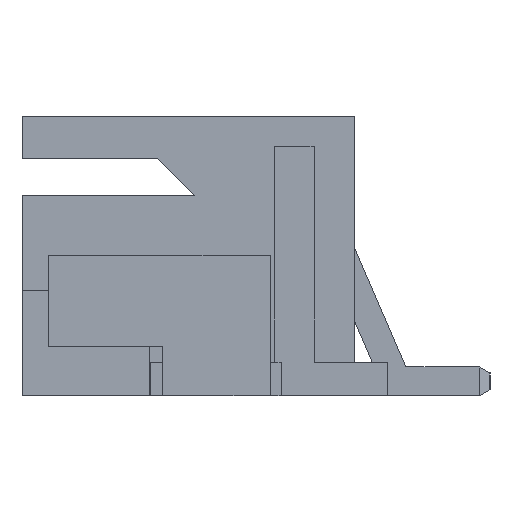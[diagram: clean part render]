
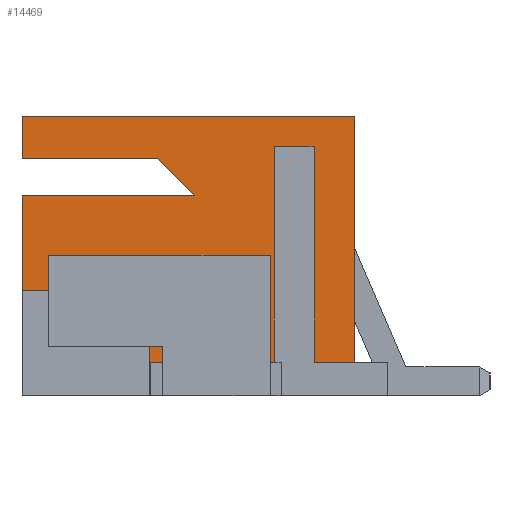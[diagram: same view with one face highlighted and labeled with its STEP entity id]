
A CAD part, left-side view. The second image highlights one B-rep face of the part: STEP entity #14469.
In plain terms, the highlighted planar face has unit normal (-1, 0, 0).
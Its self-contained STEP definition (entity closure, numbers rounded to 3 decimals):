
#1074=ORIENTED_EDGE('',*,*,#3383,.T.);
#1075=ORIENTED_EDGE('',*,*,#3924,.T.);
#1076=ORIENTED_EDGE('',*,*,#3925,.T.);
#1077=ORIENTED_EDGE('',*,*,#3926,.T.);
#1078=ORIENTED_EDGE('',*,*,#3918,.T.);
#1079=ORIENTED_EDGE('',*,*,#3463,.T.);
#1080=ORIENTED_EDGE('',*,*,#3489,.F.);
#1081=ORIENTED_EDGE('',*,*,#3485,.F.);
#1082=ORIENTED_EDGE('',*,*,#3927,.T.);
#1083=ORIENTED_EDGE('',*,*,#3928,.T.);
#1084=ORIENTED_EDGE('',*,*,#3929,.T.);
#1085=ORIENTED_EDGE('',*,*,#3930,.T.);
#1086=ORIENTED_EDGE('',*,*,#3931,.T.);
#1087=ORIENTED_EDGE('',*,*,#3481,.F.);
#1088=ORIENTED_EDGE('',*,*,#3932,.T.);
#1089=ORIENTED_EDGE('',*,*,#3933,.T.);
#1090=ORIENTED_EDGE('',*,*,#3934,.T.);
#1091=ORIENTED_EDGE('',*,*,#3504,.F.);
#1092=ORIENTED_EDGE('',*,*,#3935,.F.);
#1093=ORIENTED_EDGE('',*,*,#3375,.T.);
#3375=EDGE_CURVE('',#4875,#4874,#5839,.T.);
#3383=EDGE_CURVE('',#4874,#4881,#5847,.T.);
#3463=EDGE_CURVE('',#4959,#4958,#5927,.T.);
#3481=EDGE_CURVE('',#4973,#4969,#5945,.T.);
#3485=EDGE_CURVE('',#4974,#4976,#5949,.T.);
#3489=EDGE_CURVE('',#4976,#4958,#5953,.T.);
#3504=EDGE_CURVE('',#4991,#4992,#5968,.T.);
#3918=EDGE_CURVE('',#5288,#4959,#6382,.T.);
#3924=EDGE_CURVE('',#4881,#5292,#6388,.T.);
#3925=EDGE_CURVE('',#5292,#5293,#6389,.T.);
#3926=EDGE_CURVE('',#5293,#5288,#6390,.T.);
#3927=EDGE_CURVE('',#4974,#5294,#6391,.T.);
#3928=EDGE_CURVE('',#5294,#5295,#6392,.T.);
#3929=EDGE_CURVE('',#5295,#5296,#6393,.T.);
#3930=EDGE_CURVE('',#5296,#5297,#6394,.T.);
#3931=EDGE_CURVE('',#5297,#4969,#6395,.T.);
#3932=EDGE_CURVE('',#4973,#5298,#6396,.T.);
#3933=EDGE_CURVE('',#5298,#5299,#6397,.T.);
#3934=EDGE_CURVE('',#5299,#4992,#6398,.T.);
#3935=EDGE_CURVE('',#4875,#4991,#6399,.T.);
#4874=VERTEX_POINT('',#17966);
#4875=VERTEX_POINT('',#17968);
#4881=VERTEX_POINT('',#17982);
#4958=VERTEX_POINT('',#18143);
#4959=VERTEX_POINT('',#18145);
#4969=VERTEX_POINT('',#18172);
#4973=VERTEX_POINT('',#18180);
#4974=VERTEX_POINT('',#18187);
#4976=VERTEX_POINT('',#18190);
#4991=VERTEX_POINT('',#18226);
#4992=VERTEX_POINT('',#18228);
#5288=VERTEX_POINT('',#19030);
#5292=VERTEX_POINT('',#19041);
#5293=VERTEX_POINT('',#19043);
#5294=VERTEX_POINT('',#19046);
#5295=VERTEX_POINT('',#19048);
#5296=VERTEX_POINT('',#19050);
#5297=VERTEX_POINT('',#19052);
#5298=VERTEX_POINT('',#19055);
#5299=VERTEX_POINT('',#19057);
#5839=LINE('',#17967,#7065);
#5847=LINE('',#17983,#7073);
#5927=LINE('',#18144,#7153);
#5945=LINE('',#18181,#7171);
#5949=LINE('',#18189,#7175);
#5953=LINE('',#18196,#7179);
#5968=LINE('',#18227,#7194);
#6382=LINE('',#19029,#7608);
#6388=LINE('',#19040,#7614);
#6389=LINE('',#19042,#7615);
#6390=LINE('',#19044,#7616);
#6391=LINE('',#19045,#7617);
#6392=LINE('',#19047,#7618);
#6393=LINE('',#19049,#7619);
#6394=LINE('',#19051,#7620);
#6395=LINE('',#19053,#7621);
#6396=LINE('',#19054,#7622);
#6397=LINE('',#19056,#7623);
#6398=LINE('',#19058,#7624);
#6399=LINE('',#19059,#7625);
#7065=VECTOR('',#15587,1000.);
#7073=VECTOR('',#15597,1000.);
#7153=VECTOR('',#15685,1000.);
#7171=VECTOR('',#15711,1000.);
#7175=VECTOR('',#15719,1000.);
#7179=VECTOR('',#15725,1000.);
#7194=VECTOR('',#15744,1000.);
#7608=VECTOR('',#16342,1000.);
#7614=VECTOR('',#16350,1000.);
#7615=VECTOR('',#16351,1000.);
#7616=VECTOR('',#16352,1000.);
#7617=VECTOR('',#16353,1000.);
#7618=VECTOR('',#16354,1000.);
#7619=VECTOR('',#16355,1000.);
#7620=VECTOR('',#16356,1000.);
#7621=VECTOR('',#16357,1000.);
#7622=VECTOR('',#16358,1000.);
#7623=VECTOR('',#16359,1000.);
#7624=VECTOR('',#16360,1000.);
#7625=VECTOR('',#16361,1000.);
#8388=EDGE_LOOP('',(#1074,#1075,#1076,#1077,#1078,#1079,#1080,#1081,#1082,
#1083,#1084,#1085,#1086,#1087,#1088,#1089,#1090,#1091,#1092,#1093));
#9034=FACE_BOUND('',#8388,.T.);
#9680=PLANE('',#15102);
#14469=ADVANCED_FACE('',(#9034),#9680,.F.);
#15102=AXIS2_PLACEMENT_3D('',#19039,#16348,#16349);
#15587=DIRECTION('',(0.,1.,0.));
#15597=DIRECTION('',(0.,0.,-1.));
#15685=DIRECTION('',(0.,-1.,0.));
#15711=DIRECTION('',(0.,1.,0.));
#15719=DIRECTION('',(0.,1.,0.));
#15725=DIRECTION('',(0.,0.,-1.));
#15744=DIRECTION('',(0.,1.,0.));
#16342=DIRECTION('',(0.,0.,-1.));
#16348=DIRECTION('',(1.,0.,0.));
#16349=DIRECTION('',(0.,0.,-1.));
#16350=DIRECTION('',(0.,-1.,0.));
#16351=DIRECTION('',(0.,-0.707,-0.707));
#16352=DIRECTION('',(0.,1.,0.));
#16353=DIRECTION('',(0.,0.,1.));
#16354=DIRECTION('',(0.,1.,0.));
#16355=DIRECTION('',(0.,0.,1.));
#16356=DIRECTION('',(0.,-1.,0.));
#16357=DIRECTION('',(0.,0.,-1.));
#16358=DIRECTION('',(0.,0.,1.));
#16359=DIRECTION('',(0.,-1.,0.));
#16360=DIRECTION('',(0.,0.,-1.));
#16361=DIRECTION('',(0.,0.,-1.));
#17966=CARTESIAN_POINT('',(-17.615,9.906,5.918));
#17967=CARTESIAN_POINT('',(-17.615,2.87,5.918));
#17968=CARTESIAN_POINT('',(-17.615,2.87,5.918));
#17982=CARTESIAN_POINT('',(-17.615,9.906,5.029));
#17983=CARTESIAN_POINT('',(-17.615,9.906,0.711));
#18143=CARTESIAN_POINT('',(-17.615,7.188,0.));
#18144=CARTESIAN_POINT('',(-17.615,9.906,0.));
#18145=CARTESIAN_POINT('',(-17.615,9.906,0.));
#18172=CARTESIAN_POINT('',(-17.615,4.65,0.711));
#18180=CARTESIAN_POINT('',(-17.615,4.563,0.711));
#18181=CARTESIAN_POINT('',(-17.615,2.87,0.711));
#18187=CARTESIAN_POINT('',(-17.615,6.934,0.711));
#18189=CARTESIAN_POINT('',(-17.615,2.87,0.711));
#18190=CARTESIAN_POINT('',(-17.615,7.188,0.711));
#18196=CARTESIAN_POINT('',(-17.615,7.188,0.711));
#18226=CARTESIAN_POINT('',(-17.615,2.87,0.711));
#18227=CARTESIAN_POINT('',(-17.615,2.87,0.711));
#18228=CARTESIAN_POINT('',(-17.615,3.724,0.711));
#19029=CARTESIAN_POINT('',(-17.615,9.906,0.711));
#19030=CARTESIAN_POINT('',(-17.615,9.906,4.245));
#19039=CARTESIAN_POINT('',(-17.615,9.906,0.711));
#19040=CARTESIAN_POINT('',(-17.615,9.906,5.029));
#19041=CARTESIAN_POINT('',(-17.615,7.033,5.029));
#19042=CARTESIAN_POINT('',(-17.615,6.31,4.307));
#19043=CARTESIAN_POINT('',(-17.615,6.248,4.245));
#19044=CARTESIAN_POINT('',(-17.615,9.906,4.245));
#19045=CARTESIAN_POINT('',(-17.615,6.934,0.));
#19046=CARTESIAN_POINT('',(-17.615,6.934,1.041));
#19047=CARTESIAN_POINT('',(-17.615,6.934,1.041));
#19048=CARTESIAN_POINT('',(-17.615,9.349,1.041));
#19049=CARTESIAN_POINT('',(-17.615,9.349,1.041));
#19050=CARTESIAN_POINT('',(-17.615,9.349,2.972));
#19051=CARTESIAN_POINT('',(-17.615,9.349,2.972));
#19052=CARTESIAN_POINT('',(-17.615,4.65,2.972));
#19053=CARTESIAN_POINT('',(-17.615,4.65,2.972));
#19054=CARTESIAN_POINT('',(-17.615,4.563,0.711));
#19055=CARTESIAN_POINT('',(-17.615,4.563,5.283));
#19056=CARTESIAN_POINT('',(-17.615,9.906,5.283));
#19057=CARTESIAN_POINT('',(-17.615,3.724,5.283));
#19058=CARTESIAN_POINT('',(-17.615,3.724,0.711));
#19059=CARTESIAN_POINT('',(-17.615,2.87,5.918));
